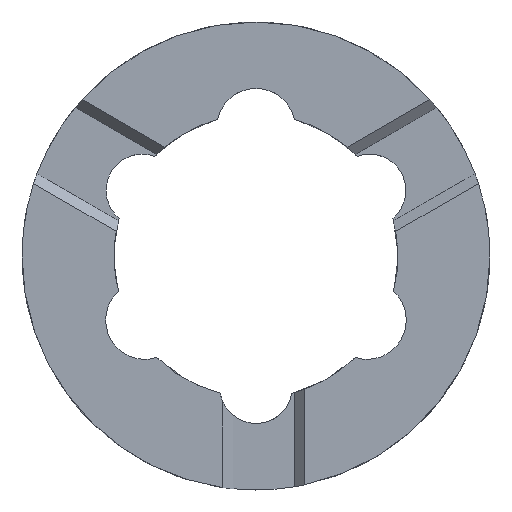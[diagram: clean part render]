
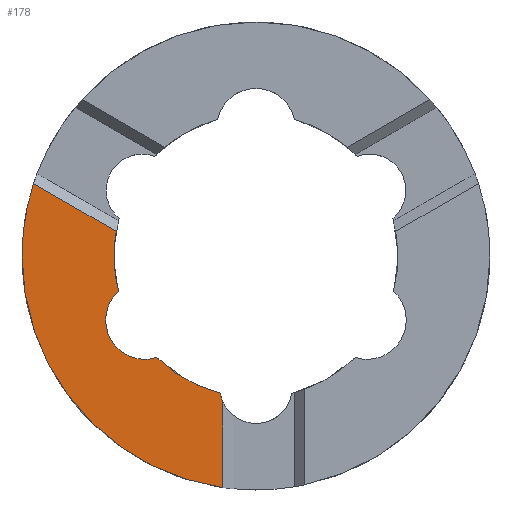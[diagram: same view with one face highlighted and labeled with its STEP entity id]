
A CAD part, top view. The second image highlights one B-rep face of the part: STEP entity #178.
In plain terms, the highlighted planar face has unit normal (0, 0, 1).
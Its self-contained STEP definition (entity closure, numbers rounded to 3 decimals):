
#7 = FACE_OUTER_BOUND ( 'NONE', #1356, .T. ) ;
#8 = DIRECTION ( 'NONE',  ( -0.866, 0.5, 0. ) ) ;
#15 = CARTESIAN_POINT ( 'NONE',  ( -61.959, 24.893, 1.4 ) ) ;
#26 = CIRCLE ( 'NONE', #1391, 1.421 ) ;
#38 = AXIS2_PLACEMENT_3D ( 'NONE', #1487, #473, #839 ) ;
#57 = EDGE_CURVE ( 'NONE', #191, #842, #661, .T. ) ;
#92 = ORIENTED_EDGE ( 'NONE', *, *, #1282, .F. ) ;
#100 = ORIENTED_EDGE ( 'NONE', *, *, #57, .T. ) ;
#121 = CARTESIAN_POINT ( 'NONE',  ( -61.786, 23.52, 1.4 ) ) ;
#128 = CARTESIAN_POINT ( 'NONE',  ( -57.709, 0., 1.4 ) ) ;
#132 = DIRECTION ( 'NONE',  ( 1., 0., 0. ) ) ;
#149 = VERTEX_POINT ( 'NONE', #121 ) ;
#167 = CARTESIAN_POINT ( 'NONE',  ( -65.19, 27.769, 1.4 ) ) ;
#174 = VECTOR ( 'NONE', #1357, 1000. ) ;
#178 = ADVANCED_FACE ( 'NONE', ( #7 ), #377, .T. ) ;
#191 = VERTEX_POINT ( 'NONE', #1159 ) ;
#199 = EDGE_CURVE ( 'NONE', #600, #1081, #205, .T. ) ;
#201 = AXIS2_PLACEMENT_3D ( 'NONE', #931, #864, #630 ) ;
#205 = CIRCLE ( 'NONE', #1065, 9.15 ) ;
#223 = DIRECTION ( 'NONE',  ( 0., 0., 1. ) ) ;
#232 = CARTESIAN_POINT ( 'NONE',  ( -56.409, 24.893, 1.4 ) ) ;
#236 = ORIENTED_EDGE ( 'NONE', *, *, #415, .F. ) ;
#263 = DIRECTION ( 'NONE',  ( 0., 0., 1. ) ) ;
#274 = LINE ( 'NONE', #167, #589 ) ;
#297 = DIRECTION ( 'NONE',  ( 0., 0., 1. ) ) ;
#302 = CARTESIAN_POINT ( 'NONE',  ( -57.809, 19.522, 1.4 ) ) ;
#307 = VERTEX_POINT ( 'NONE', #302 ) ;
#377 = PLANE ( 'NONE',  #38 ) ;
#380 = EDGE_CURVE ( 'NONE', #576, #1301, #274, .T. ) ;
#395 = EDGE_CURVE ( 'NONE', #191, #307, #919, .T. ) ;
#415 = EDGE_CURVE ( 'NONE', #576, #1448, #858, .T. ) ;
#421 = CARTESIAN_POINT ( 'NONE',  ( -60.751, 22.386, 1.4 ) ) ;
#431 = CIRCLE ( 'NONE', #937, 9.15 ) ;
#433 = ORIENTED_EDGE ( 'NONE', *, *, #863, .F. ) ;
#473 = DIRECTION ( 'NONE',  ( 0., 0., 1. ) ) ;
#490 = EDGE_CURVE ( 'NONE', #842, #149, #916, .T. ) ;
#500 = AXIS2_PLACEMENT_3D ( 'NONE', #421, #906, #1474 ) ;
#506 = ORIENTED_EDGE ( 'NONE', *, *, #199, .T. ) ;
#521 = ORIENTED_EDGE ( 'NONE', *, *, #1232, .T. ) ;
#529 = CARTESIAN_POINT ( 'NONE',  ( -61.875, 25.855, 1.4 ) ) ;
#539 = VERTEX_POINT ( 'NONE', #835 ) ;
#570 = CARTESIAN_POINT ( 'NONE',  ( -65.11, 27.723, 1.4 ) ) ;
#576 = VERTEX_POINT ( 'NONE', #529 ) ;
#589 = VECTOR ( 'NONE', #8, 1000. ) ;
#600 = VERTEX_POINT ( 'NONE', #1189 ) ;
#625 = CARTESIAN_POINT ( 'NONE',  ( -56.409, 24.893, 1.4 ) ) ;
#630 = DIRECTION ( 'NONE',  ( 1., 0., 0. ) ) ;
#649 = LINE ( 'NONE', #128, #174 ) ;
#661 = CIRCLE ( 'NONE', #500, 1.536 ) ;
#664 = ORIENTED_EDGE ( 'NONE', *, *, #490, .T. ) ;
#682 = CIRCLE ( 'NONE', #1088, 5.55 ) ;
#684 = DIRECTION ( 'NONE',  ( 1., 0., 0. ) ) ;
#710 = CARTESIAN_POINT ( 'NONE',  ( -56.409, 24.893, 1.4 ) ) ;
#784 = AXIS2_PLACEMENT_3D ( 'NONE', #963, #1421, #132 ) ;
#811 = CARTESIAN_POINT ( 'NONE',  ( -56.409, 19.763, 1.4 ) ) ;
#816 = CARTESIAN_POINT ( 'NONE',  ( -62.287, 22.386, 1.4 ) ) ;
#819 = CARTESIAN_POINT ( 'NONE',  ( -57.709, 15.836, 1.4 ) ) ;
#835 = CARTESIAN_POINT ( 'NONE',  ( -57.709, 19.191, 1.4 ) ) ;
#839 = DIRECTION ( 'NONE',  ( 1., 0., 0. ) ) ;
#842 = VERTEX_POINT ( 'NONE', #816 ) ;
#858 = CIRCLE ( 'NONE', #201, 5.55 ) ;
#863 = EDGE_CURVE ( 'NONE', #1448, #149, #682, .T. ) ;
#864 = DIRECTION ( 'NONE',  ( 0., 0., 1. ) ) ;
#906 = DIRECTION ( 'NONE',  ( 0., 0., -1. ) ) ;
#916 = CIRCLE ( 'NONE', #784, 1.536 ) ;
#919 = CIRCLE ( 'NONE', #1158, 5.55 ) ;
#931 = CARTESIAN_POINT ( 'NONE',  ( -56.409, 24.893, 1.4 ) ) ;
#937 = AXIS2_PLACEMENT_3D ( 'NONE', #1408, #263, #1060 ) ;
#963 = CARTESIAN_POINT ( 'NONE',  ( -60.751, 22.386, 1.4 ) ) ;
#972 = DIRECTION ( 'NONE',  ( 0., 0., 1. ) ) ;
#1014 = ORIENTED_EDGE ( 'NONE', *, *, #380, .T. ) ;
#1060 = DIRECTION ( 'NONE',  ( 1., 0., 0. ) ) ;
#1065 = AXIS2_PLACEMENT_3D ( 'NONE', #625, #297, #1422 ) ;
#1081 = VERTEX_POINT ( 'NONE', #819 ) ;
#1088 = AXIS2_PLACEMENT_3D ( 'NONE', #710, #223, #684 ) ;
#1091 = ORIENTED_EDGE ( 'NONE', *, *, #1110, .T. ) ;
#1110 = EDGE_CURVE ( 'NONE', #1301, #600, #431, .T. ) ;
#1158 = AXIS2_PLACEMENT_3D ( 'NONE', #232, #972, #1199 ) ;
#1159 = CARTESIAN_POINT ( 'NONE',  ( -60.286, 20.922, 1.4 ) ) ;
#1189 = CARTESIAN_POINT ( 'NONE',  ( -65.559, 24.893, 1.4 ) ) ;
#1199 = DIRECTION ( 'NONE',  ( 1., 0., 0. ) ) ;
#1232 = EDGE_CURVE ( 'NONE', #1081, #539, #649, .T. ) ;
#1249 = DIRECTION ( 'NONE',  ( 1., 0., 0. ) ) ;
#1282 = EDGE_CURVE ( 'NONE', #307, #539, #26, .T. ) ;
#1301 = VERTEX_POINT ( 'NONE', #570 ) ;
#1353 = DIRECTION ( 'NONE',  ( 0., 0., 1. ) ) ;
#1356 = EDGE_LOOP ( 'NONE', ( #236, #1014, #1091, #506, #521, #92, #1444, #100, #664, #433 ) ) ;
#1357 = DIRECTION ( 'NONE',  ( 0., 1., 0. ) ) ;
#1391 = AXIS2_PLACEMENT_3D ( 'NONE', #811, #1353, #1249 ) ;
#1408 = CARTESIAN_POINT ( 'NONE',  ( -56.409, 24.893, 1.4 ) ) ;
#1421 = DIRECTION ( 'NONE',  ( 0., 0., -1. ) ) ;
#1422 = DIRECTION ( 'NONE',  ( 1., 0., 0. ) ) ;
#1444 = ORIENTED_EDGE ( 'NONE', *, *, #395, .F. ) ;
#1448 = VERTEX_POINT ( 'NONE', #15 ) ;
#1474 = DIRECTION ( 'NONE',  ( 1., 0., 0. ) ) ;
#1487 = CARTESIAN_POINT ( 'NONE',  ( -56.409, 24.893, 1.4 ) ) ;
